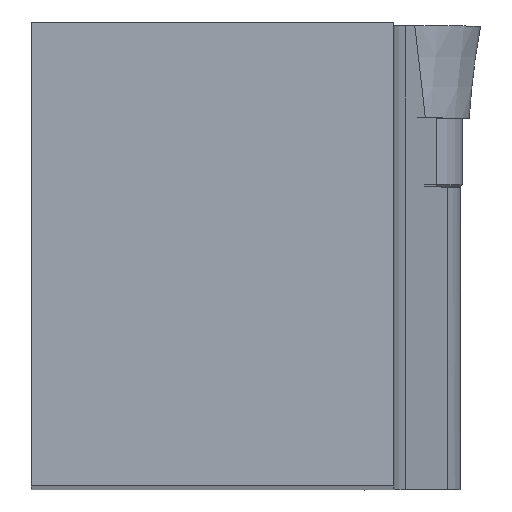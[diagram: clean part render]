
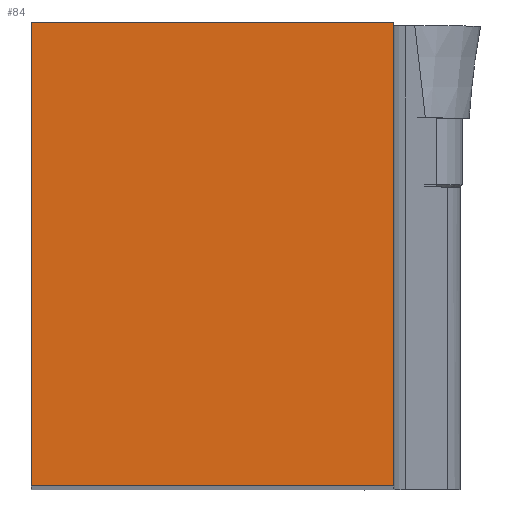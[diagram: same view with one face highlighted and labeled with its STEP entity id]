
A CAD part, top view. The second image highlights one B-rep face of the part: STEP entity #84.
In plain terms, the highlighted planar face has unit normal (0, 0, 1).
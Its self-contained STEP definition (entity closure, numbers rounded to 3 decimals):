
#84=ADVANCED_FACE('',(#116),#100,.T.);
#100=PLANE('',#418);
#116=FACE_OUTER_BOUND('',#131,.T.);
#131=EDGE_LOOP('',(#230,#231,#232,#233));
#230=ORIENTED_EDGE('',*,*,#302,.F.);
#231=ORIENTED_EDGE('',*,*,#306,.F.);
#232=ORIENTED_EDGE('',*,*,#331,.F.);
#233=ORIENTED_EDGE('',*,*,#329,.F.);
#265=VERTEX_POINT('',#558);
#268=VERTEX_POINT('',#563);
#272=VERTEX_POINT('',#572);
#285=VERTEX_POINT('',#620);
#302=EDGE_CURVE('',#268,#265,#347,.T.);
#306=EDGE_CURVE('',#272,#268,#350,.T.);
#329=EDGE_CURVE('',#265,#285,#364,.T.);
#331=EDGE_CURVE('',#285,#272,#366,.T.);
#347=LINE('',#564,#374);
#350=LINE('',#573,#377);
#364=LINE('',#619,#391);
#366=LINE('',#623,#393);
#374=VECTOR('',#453,1.);
#377=VECTOR('',#460,1.);
#391=VECTOR('',#502,1.);
#393=VECTOR('',#506,1.);
#418=AXIS2_PLACEMENT_3D('',#625,#509,#510);
#453=DIRECTION('',(0.,-1.,0.));
#460=DIRECTION('',(1.,0.,0.));
#502=DIRECTION('',(-1.,0.,0.));
#506=DIRECTION('',(0.,1.,0.));
#509=DIRECTION('',(0.,0.,1.));
#510=DIRECTION('',(0.,-1.,0.));
#558=CARTESIAN_POINT('',(25.,0.,0.));
#563=CARTESIAN_POINT('',(25.,32.,0.));
#564=CARTESIAN_POINT('',(25.,32.,0.));
#572=CARTESIAN_POINT('',(0.,32.,0.));
#573=CARTESIAN_POINT('',(0.,32.,0.));
#619=CARTESIAN_POINT('',(25.,0.,0.));
#620=CARTESIAN_POINT('',(0.,0.,0.));
#623=CARTESIAN_POINT('',(0.,0.,0.));
#625=CARTESIAN_POINT('',(12.5,16.,0.));
